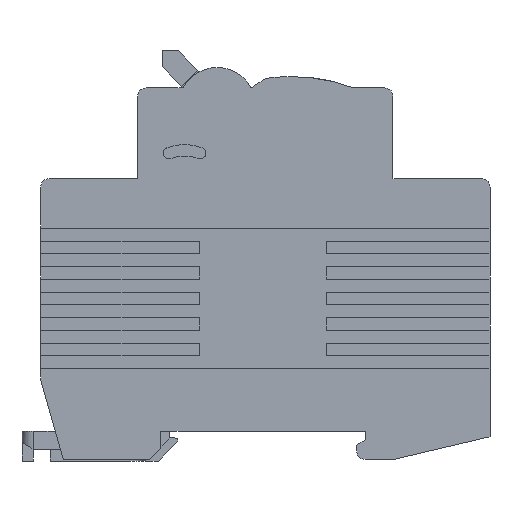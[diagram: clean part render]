
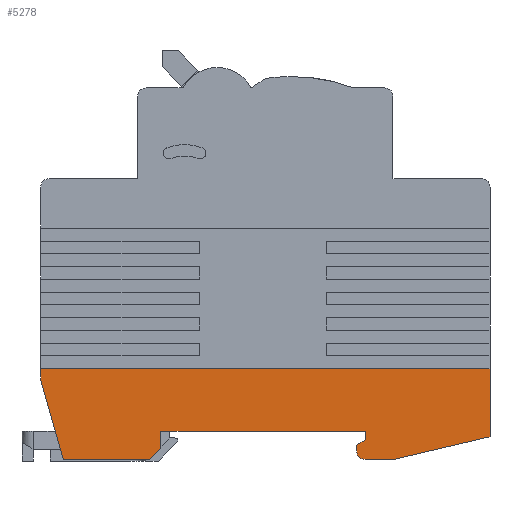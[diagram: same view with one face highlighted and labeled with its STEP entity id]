
A CAD part, left-side view. The second image highlights one B-rep face of the part: STEP entity #5278.
In plain terms, the highlighted face is planar.
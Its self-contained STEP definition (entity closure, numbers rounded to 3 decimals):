
#62 = EDGE_CURVE ( 'NONE', #7007, #7045, #6580, .T. ) ;
#117 = EDGE_CURVE ( 'NONE', #5937, #3590, #6684, .T. ) ;
#128 = ORIENTED_EDGE ( 'NONE', *, *, #4819, .T. ) ;
#231 = ORIENTED_EDGE ( 'NONE', *, *, #62, .F. ) ;
#242 = CARTESIAN_POINT ( 'NONE',  ( 17.8, 0., -43. ) ) ;
#332 = CARTESIAN_POINT ( 'NONE',  ( 17.8, 5.336, -52.675 ) ) ;
#454 = ORIENTED_EDGE ( 'NONE', *, *, #2052, .F. ) ;
#471 = EDGE_CURVE ( 'NONE', #6651, #5673, #1965, .T. ) ;
#532 = VECTOR ( 'NONE', #1872, 1000. ) ;
#596 = CARTESIAN_POINT ( 'NONE',  ( 17.8, 79.2, -32. ) ) ;
#617 = VECTOR ( 'NONE', #3675, 1000. ) ;
#634 = CARTESIAN_POINT ( 'NONE',  ( 17.8, 39.2, -48. ) ) ;
#688 = DIRECTION ( 'NONE',  ( 0., -0.973, -0.229 ) ) ;
#695 = EDGE_CURVE ( 'NONE', #8159, #5937, #8483, .T. ) ;
#821 = CARTESIAN_POINT ( 'NONE',  ( 17.8, 57.2, -46.5 ) ) ;
#891 = CARTESIAN_POINT ( 'NONE',  ( 17.8, 45.431, -52.346 ) ) ;
#915 = VECTOR ( 'NONE', #688, 1000. ) ;
#974 = AXIS2_PLACEMENT_3D ( 'NONE', #821, #1546, #9561 ) ;
#1009 = LINE ( 'NONE', #242, #7337 ) ;
#1119 = ORIENTED_EDGE ( 'NONE', *, *, #5540, .T. ) ;
#1161 = ORIENTED_EDGE ( 'NONE', *, *, #2894, .T. ) ;
#1197 = CARTESIAN_POINT ( 'NONE',  ( 17.8, 57.2, -44.5 ) ) ;
#1278 = VERTEX_POINT ( 'NONE', #3010 ) ;
#1307 = LINE ( 'NONE', #634, #2750 ) ;
#1546 = DIRECTION ( 'NONE',  ( 1., 0., 0. ) ) ;
#1688 = VECTOR ( 'NONE', #4628, 1000. ) ;
#1772 = CARTESIAN_POINT ( 'NONE',  ( 17.8, 39.2, -48. ) ) ;
#1777 = DIRECTION ( 'NONE',  ( 0., -0.275, 0.962 ) ) ;
#1826 = CARTESIAN_POINT ( 'NONE',  ( 17.8, 19.2, -48. ) ) ;
#1872 = DIRECTION ( 'NONE',  ( 0., 1., 0. ) ) ;
#1965 = LINE ( 'NONE', #9388, #6321 ) ;
#2049 = ORIENTED_EDGE ( 'NONE', *, *, #5614, .T. ) ;
#2051 = CARTESIAN_POINT ( 'NONE',  ( 17.8, 57.2, -43. ) ) ;
#2052 = EDGE_CURVE ( 'NONE', #2288, #6062, #3856, .T. ) ;
#2288 = VERTEX_POINT ( 'NONE', #6806 ) ;
#2334 = ORIENTED_EDGE ( 'NONE', *, *, #4695, .T. ) ;
#2511 = EDGE_LOOP ( 'NONE', ( #4325, #5521, #2049, #454, #2334, #231, #7834, #5582, #1161, #128, #3123, #1119, #4698, #8623 ) ) ;
#2750 = VECTOR ( 'NONE', #8728, 1000. ) ;
#2810 = EDGE_CURVE ( 'NONE', #8551, #3590, #1307, .T. ) ;
#2894 = EDGE_CURVE ( 'NONE', #7732, #8402, #5996, .T. ) ;
#3010 = CARTESIAN_POINT ( 'NONE',  ( 17.8, 21.2, -43. ) ) ;
#3123 = ORIENTED_EDGE ( 'NONE', *, *, #471, .F. ) ;
#3132 = VECTOR ( 'NONE', #6123, 1000. ) ;
#3173 = CARTESIAN_POINT ( 'NONE',  ( 17.8, 39.2, -32. ) ) ;
#3213 = LINE ( 'NONE', #3173, #3132 ) ;
#3590 = VERTEX_POINT ( 'NONE', #5922 ) ;
#3675 = DIRECTION ( 'NONE',  ( 0., -0.707, -0.707 ) ) ;
#3856 = LINE ( 'NONE', #332, #8481 ) ;
#3905 = CIRCLE ( 'NONE', #974, 1.5 ) ;
#3980 = CARTESIAN_POINT ( 'NONE',  ( 17.8, 0., -34. ) ) ;
#4000 = CARTESIAN_POINT ( 'NONE',  ( 17.8, 55.7, -45.5 ) ) ;
#4325 = ORIENTED_EDGE ( 'NONE', *, *, #695, .F. ) ;
#4389 = CARTESIAN_POINT ( 'NONE',  ( 17.8, 57.2, -43. ) ) ;
#4448 = DIRECTION ( 'NONE',  ( 0., 0., -1. ) ) ;
#4549 = FACE_OUTER_BOUND ( 'NONE', #2511, .T. ) ;
#4628 = DIRECTION ( 'NONE',  ( 0., 0., -1. ) ) ;
#4695 = EDGE_CURVE ( 'NONE', #2288, #7045, #5454, .T. ) ;
#4698 = ORIENTED_EDGE ( 'NONE', *, *, #2810, .T. ) ;
#4722 = DIRECTION ( 'NONE',  ( 0., 0., -1. ) ) ;
#4819 = EDGE_CURVE ( 'NONE', #8402, #5673, #6799, .T. ) ;
#4858 = LINE ( 'NONE', #9386, #9318 ) ;
#5228 = VECTOR ( 'NONE', #7462, 1000. ) ;
#5278 = ADVANCED_FACE ( 'NONE', ( #4549 ), #8112, .F. ) ;
#5359 = CARTESIAN_POINT ( 'NONE',  ( 17.8, 21.2, -43. ) ) ;
#5454 = LINE ( 'NONE', #1772, #532 ) ;
#5521 = ORIENTED_EDGE ( 'NONE', *, *, #8281, .T. ) ;
#5540 = EDGE_CURVE ( 'NONE', #6651, #8551, #3905, .T. ) ;
#5582 = ORIENTED_EDGE ( 'NONE', *, *, #8764, .T. ) ;
#5614 = EDGE_CURVE ( 'NONE', #8821, #6062, #1009, .T. ) ;
#5673 = VERTEX_POINT ( 'NONE', #4000 ) ;
#5817 = CARTESIAN_POINT ( 'NONE',  ( 17.8, 39.2, -43. ) ) ;
#5922 = CARTESIAN_POINT ( 'NONE',  ( 17.8, 62.2, -48. ) ) ;
#5937 = VERTEX_POINT ( 'NONE', #5941 ) ;
#5941 = CARTESIAN_POINT ( 'NONE',  ( 17.8, 79.2, -44. ) ) ;
#5996 = LINE ( 'NONE', #4389, #5228 ) ;
#6062 = VERTEX_POINT ( 'NONE', #3980 ) ;
#6123 = DIRECTION ( 'NONE',  ( 0., -1., 0. ) ) ;
#6321 = VECTOR ( 'NONE', #7831, 1000. ) ;
#6580 = LINE ( 'NONE', #8107, #617 ) ;
#6651 = VERTEX_POINT ( 'NONE', #7506 ) ;
#6662 = CARTESIAN_POINT ( 'NONE',  ( 17.8, 57.2, -48. ) ) ;
#6684 = LINE ( 'NONE', #7233, #915 ) ;
#6787 = DIRECTION ( 'NONE',  ( 0., -1., 0. ) ) ;
#6799 = LINE ( 'NONE', #891, #8878 ) ;
#6806 = CARTESIAN_POINT ( 'NONE',  ( 17.8, 4., -48. ) ) ;
#6814 = CARTESIAN_POINT ( 'NONE',  ( 17.8, 21.2, -46. ) ) ;
#7007 = VERTEX_POINT ( 'NONE', #6814 ) ;
#7045 = VERTEX_POINT ( 'NONE', #1826 ) ;
#7101 = CARTESIAN_POINT ( 'NONE',  ( 17.8, 0., -32. ) ) ;
#7155 = DIRECTION ( 'NONE',  ( 0., 1., 0. ) ) ;
#7233 = CARTESIAN_POINT ( 'NONE',  ( 17.8, 41.521, -52.866 ) ) ;
#7337 = VECTOR ( 'NONE', #4722, 1000. ) ;
#7462 = DIRECTION ( 'NONE',  ( 0., 0., -1. ) ) ;
#7506 = CARTESIAN_POINT ( 'NONE',  ( 17.8, 55.7, -46.5 ) ) ;
#7527 = DIRECTION ( 'NONE',  ( 0., -0.832, -0.555 ) ) ;
#7732 = VERTEX_POINT ( 'NONE', #2051 ) ;
#7831 = DIRECTION ( 'NONE',  ( 0., 0., 1. ) ) ;
#7834 = ORIENTED_EDGE ( 'NONE', *, *, #8186, .F. ) ;
#8107 = CARTESIAN_POINT ( 'NONE',  ( 17.8, 31.7, -35.5 ) ) ;
#8112 = PLANE ( 'NONE',  #8254 ) ;
#8159 = VERTEX_POINT ( 'NONE', #596 ) ;
#8186 = EDGE_CURVE ( 'NONE', #1278, #7007, #8793, .T. ) ;
#8254 = AXIS2_PLACEMENT_3D ( 'NONE', #5817, #8801, #6787 ) ;
#8256 = VECTOR ( 'NONE', #4448, 1000. ) ;
#8281 = EDGE_CURVE ( 'NONE', #8159, #8821, #3213, .T. ) ;
#8402 = VERTEX_POINT ( 'NONE', #1197 ) ;
#8481 = VECTOR ( 'NONE', #1777, 1000. ) ;
#8483 = LINE ( 'NONE', #9254, #1688 ) ;
#8551 = VERTEX_POINT ( 'NONE', #6662 ) ;
#8623 = ORIENTED_EDGE ( 'NONE', *, *, #117, .F. ) ;
#8728 = DIRECTION ( 'NONE',  ( 0., 1., 0. ) ) ;
#8764 = EDGE_CURVE ( 'NONE', #1278, #7732, #4858, .T. ) ;
#8793 = LINE ( 'NONE', #5359, #8256 ) ;
#8801 = DIRECTION ( 'NONE',  ( -1., 0., 0. ) ) ;
#8821 = VERTEX_POINT ( 'NONE', #7101 ) ;
#8878 = VECTOR ( 'NONE', #7527, 1000. ) ;
#9254 = CARTESIAN_POINT ( 'NONE',  ( 17.8, 79.2, -43. ) ) ;
#9318 = VECTOR ( 'NONE', #7155, 1000. ) ;
#9386 = CARTESIAN_POINT ( 'NONE',  ( 17.8, 39.2, -43. ) ) ;
#9388 = CARTESIAN_POINT ( 'NONE',  ( 17.8, 55.7, -43. ) ) ;
#9561 = DIRECTION ( 'NONE',  ( 0., 0., -1. ) ) ;
